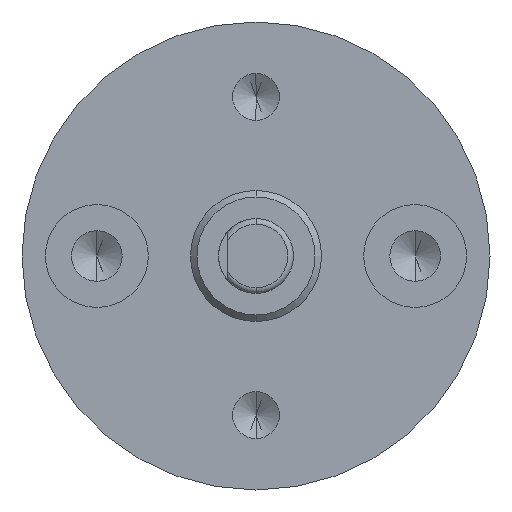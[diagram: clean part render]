
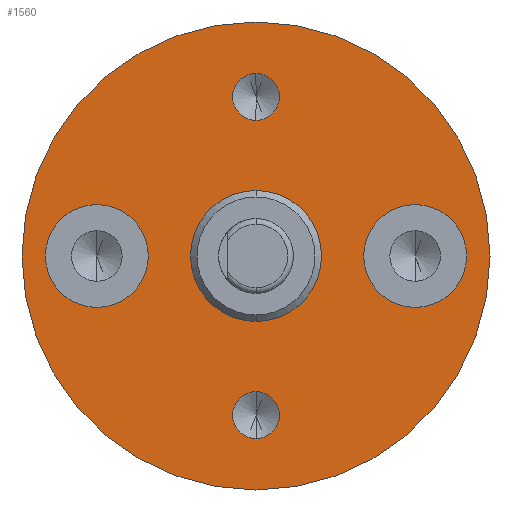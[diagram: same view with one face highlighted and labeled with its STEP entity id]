
A CAD part, left-side view. The second image highlights one B-rep face of the part: STEP entity #1560.
In plain terms, the highlighted planar face has unit normal (-1, 0, 0).
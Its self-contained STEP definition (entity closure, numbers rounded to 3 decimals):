
#50 = CARTESIAN_POINT ( 'NONE',  ( 0., 8.5, 0. ) ) ;
#60 = ORIENTED_EDGE ( 'NONE', *, *, #1143, .F. ) ;
#95 = FACE_OUTER_BOUND ( 'NONE', #1675, .T. ) ;
#127 = DIRECTION ( 'NONE',  ( -1., 0., 0. ) ) ;
#145 = VERTEX_POINT ( 'NONE', #2532 ) ;
#164 = DIRECTION ( 'NONE',  ( 0., 0., 1. ) ) ;
#233 = VERTEX_POINT ( 'NONE', #3129 ) ;
#271 = CARTESIAN_POINT ( 'NONE',  ( 0., 0., 7.25 ) ) ;
#276 = AXIS2_PLACEMENT_3D ( 'NONE', #2170, #556, #2439 ) ;
#313 = EDGE_CURVE ( 'NONE', #3420, #1599, #2534, .T. ) ;
#316 = DIRECTION ( 'NONE',  ( 0., 0., 1. ) ) ;
#332 = EDGE_CURVE ( 'NONE', #145, #2920, #1112, .T. ) ;
#357 = EDGE_CURVE ( 'NONE', #2920, #145, #1832, .T. ) ;
#378 = CARTESIAN_POINT ( 'NONE',  ( 0., 0., -7.25 ) ) ;
#390 = EDGE_LOOP ( 'NONE', ( #2593, #1756 ) ) ;
#436 = CIRCLE ( 'NONE', #2070, 12.5 ) ;
#437 = EDGE_LOOP ( 'NONE', ( #3436, #1023 ) ) ;
#455 = DIRECTION ( 'NONE',  ( -1., 0., 0. ) ) ;
#516 = AXIS2_PLACEMENT_3D ( 'NONE', #2519, #917, #2789 ) ;
#556 = DIRECTION ( 'NONE',  ( -1., 0., 0. ) ) ;
#560 = AXIS2_PLACEMENT_3D ( 'NONE', #1724, #2517, #916 ) ;
#565 = EDGE_CURVE ( 'NONE', #2637, #2430, #3307, .T. ) ;
#566 = EDGE_CURVE ( 'NONE', #2056, #1919, #2493, .T. ) ;
#581 = EDGE_LOOP ( 'NONE', ( #1900, #918 ) ) ;
#605 = DIRECTION ( 'NONE',  ( -1., 0., 0. ) ) ;
#617 = EDGE_LOOP ( 'NONE', ( #1509, #2572 ) ) ;
#652 = CARTESIAN_POINT ( 'NONE',  ( 0., -8.5, 2.75 ) ) ;
#771 = CARTESIAN_POINT ( 'NONE',  ( 0., 0., 0. ) ) ;
#820 = FACE_BOUND ( 'NONE', #617, .T. ) ;
#832 = CARTESIAN_POINT ( 'NONE',  ( 0., 0., 8.5 ) ) ;
#885 = AXIS2_PLACEMENT_3D ( 'NONE', #3390, #1782, #164 ) ;
#916 = DIRECTION ( 'NONE',  ( 0., 0., -1. ) ) ;
#917 = DIRECTION ( 'NONE',  ( -1., 0., 0. ) ) ;
#918 = ORIENTED_EDGE ( 'NONE', *, *, #1448, .F. ) ;
#941 = CARTESIAN_POINT ( 'NONE',  ( 0., 0., -3.5 ) ) ;
#1003 = CARTESIAN_POINT ( 'NONE',  ( 0., 8.5, 0. ) ) ;
#1023 = ORIENTED_EDGE ( 'NONE', *, *, #313, .F. ) ;
#1040 = DIRECTION ( 'NONE',  ( 0., 0., 1. ) ) ;
#1091 = DIRECTION ( 'NONE',  ( 0., 0., 1. ) ) ;
#1112 = CIRCLE ( 'NONE', #2521, 3.5 ) ;
#1138 = CIRCLE ( 'NONE', #1586, 1.25 ) ;
#1143 = EDGE_CURVE ( 'NONE', #2430, #2637, #1531, .T. ) ;
#1161 = ORIENTED_EDGE ( 'NONE', *, *, #3303, .T. ) ;
#1170 = PLANE ( 'NONE',  #560 ) ;
#1268 = DIRECTION ( 'NONE',  ( 0., 0., 1. ) ) ;
#1279 = DIRECTION ( 'NONE',  ( -1., 0., 0. ) ) ;
#1296 = CARTESIAN_POINT ( 'NONE',  ( 0., 0., 0. ) ) ;
#1341 = CIRCLE ( 'NONE', #276, 12.5 ) ;
#1357 = AXIS2_PLACEMENT_3D ( 'NONE', #50, #1932, #316 ) ;
#1359 = CARTESIAN_POINT ( 'NONE',  ( 0., 8.5, -2.75 ) ) ;
#1448 = EDGE_CURVE ( 'NONE', #1919, #2056, #3371, .T. ) ;
#1509 = ORIENTED_EDGE ( 'NONE', *, *, #332, .F. ) ;
#1529 = FACE_BOUND ( 'NONE', #2251, .T. ) ;
#1531 = CIRCLE ( 'NONE', #516, 1.25 ) ;
#1560 = ADVANCED_FACE ( 'NONE', ( #2232, #1627, #1778, #1529, #820, #95 ), #1170, .F. ) ;
#1576 = DIRECTION ( 'NONE',  ( 0., 0., 1. ) ) ;
#1584 = VERTEX_POINT ( 'NONE', #1732 ) ;
#1586 = AXIS2_PLACEMENT_3D ( 'NONE', #832, #2698, #1091 ) ;
#1599 = VERTEX_POINT ( 'NONE', #652 ) ;
#1616 = CIRCLE ( 'NONE', #3478, 2.75 ) ;
#1627 = FACE_BOUND ( 'NONE', #437, .T. ) ;
#1675 = EDGE_LOOP ( 'NONE', ( #1752, #1161 ) ) ;
#1724 = CARTESIAN_POINT ( 'NONE',  ( 0., 3.5, 0. ) ) ;
#1732 = CARTESIAN_POINT ( 'NONE',  ( 0., 0., -12.5 ) ) ;
#1750 = CARTESIAN_POINT ( 'NONE',  ( 0., -8.5, 0. ) ) ;
#1752 = ORIENTED_EDGE ( 'NONE', *, *, #3401, .T. ) ;
#1756 = ORIENTED_EDGE ( 'NONE', *, *, #2987, .F. ) ;
#1778 = FACE_BOUND ( 'NONE', #390, .T. ) ;
#1782 = DIRECTION ( 'NONE',  ( -1., 0., 0. ) ) ;
#1832 = CIRCLE ( 'NONE', #2711, 3.5 ) ;
#1834 = CARTESIAN_POINT ( 'NONE',  ( 0., 0., -9.75 ) ) ;
#1900 = ORIENTED_EDGE ( 'NONE', *, *, #566, .F. ) ;
#1919 = VERTEX_POINT ( 'NONE', #1359 ) ;
#1932 = DIRECTION ( 'NONE',  ( -1., 0., 0. ) ) ;
#1938 = EDGE_CURVE ( 'NONE', #233, #2167, #1138, .T. ) ;
#1952 = VERTEX_POINT ( 'NONE', #2163 ) ;
#2008 = DIRECTION ( 'NONE',  ( 0., 0., 1. ) ) ;
#2056 = VERTEX_POINT ( 'NONE', #3297 ) ;
#2066 = CARTESIAN_POINT ( 'NONE',  ( 0., 0., -8.5 ) ) ;
#2070 = AXIS2_PLACEMENT_3D ( 'NONE', #2211, #605, #2478 ) ;
#2163 = CARTESIAN_POINT ( 'NONE',  ( 0., 0., 12.5 ) ) ;
#2167 = VERTEX_POINT ( 'NONE', #271 ) ;
#2170 = CARTESIAN_POINT ( 'NONE',  ( 0., 0., 0. ) ) ;
#2175 = AXIS2_PLACEMENT_3D ( 'NONE', #2894, #1279, #3173 ) ;
#2211 = CARTESIAN_POINT ( 'NONE',  ( 0., 0., 0. ) ) ;
#2219 = CARTESIAN_POINT ( 'NONE',  ( 0., -8.5, -2.75 ) ) ;
#2232 = FACE_BOUND ( 'NONE', #581, .T. ) ;
#2251 = EDGE_LOOP ( 'NONE', ( #60, #3196 ) ) ;
#2337 = DIRECTION ( 'NONE',  ( 0., 0., 1. ) ) ;
#2430 = VERTEX_POINT ( 'NONE', #378 ) ;
#2439 = DIRECTION ( 'NONE',  ( 0., 0., 1. ) ) ;
#2478 = DIRECTION ( 'NONE',  ( 0., 0., 1. ) ) ;
#2493 = CIRCLE ( 'NONE', #3367, 2.75 ) ;
#2517 = DIRECTION ( 'NONE',  ( 1., 0., 0. ) ) ;
#2519 = CARTESIAN_POINT ( 'NONE',  ( 0., 0., -8.5 ) ) ;
#2521 = AXIS2_PLACEMENT_3D ( 'NONE', #1296, #3187, #1576 ) ;
#2532 = CARTESIAN_POINT ( 'NONE',  ( 0., 0., 3.5 ) ) ;
#2534 = CIRCLE ( 'NONE', #2175, 2.75 ) ;
#2572 = ORIENTED_EDGE ( 'NONE', *, *, #357, .F. ) ;
#2593 = ORIENTED_EDGE ( 'NONE', *, *, #1938, .F. ) ;
#2637 = VERTEX_POINT ( 'NONE', #1834 ) ;
#2646 = DIRECTION ( 'NONE',  ( -1., 0., 0. ) ) ;
#2698 = DIRECTION ( 'NONE',  ( -1., 0., 0. ) ) ;
#2711 = AXIS2_PLACEMENT_3D ( 'NONE', #771, #2646, #1040 ) ;
#2789 = DIRECTION ( 'NONE',  ( 0., 0., 1. ) ) ;
#2856 = CIRCLE ( 'NONE', #885, 1.25 ) ;
#2882 = DIRECTION ( 'NONE',  ( -1., 0., 0. ) ) ;
#2894 = CARTESIAN_POINT ( 'NONE',  ( 0., -8.5, 0. ) ) ;
#2908 = EDGE_CURVE ( 'NONE', #1599, #3420, #1616, .T. ) ;
#2920 = VERTEX_POINT ( 'NONE', #941 ) ;
#2987 = EDGE_CURVE ( 'NONE', #2167, #233, #2856, .T. ) ;
#3129 = CARTESIAN_POINT ( 'NONE',  ( 0., 0., 9.75 ) ) ;
#3173 = DIRECTION ( 'NONE',  ( 0., 0., 1. ) ) ;
#3187 = DIRECTION ( 'NONE',  ( -1., 0., 0. ) ) ;
#3196 = ORIENTED_EDGE ( 'NONE', *, *, #565, .F. ) ;
#3199 = AXIS2_PLACEMENT_3D ( 'NONE', #2066, #455, #2337 ) ;
#3297 = CARTESIAN_POINT ( 'NONE',  ( 0., 8.5, 2.75 ) ) ;
#3303 = EDGE_CURVE ( 'NONE', #1584, #1952, #1341, .T. ) ;
#3307 = CIRCLE ( 'NONE', #3199, 1.25 ) ;
#3367 = AXIS2_PLACEMENT_3D ( 'NONE', #1003, #2882, #1268 ) ;
#3371 = CIRCLE ( 'NONE', #1357, 2.75 ) ;
#3390 = CARTESIAN_POINT ( 'NONE',  ( 0., 0., 8.5 ) ) ;
#3401 = EDGE_CURVE ( 'NONE', #1952, #1584, #436, .T. ) ;
#3420 = VERTEX_POINT ( 'NONE', #2219 ) ;
#3436 = ORIENTED_EDGE ( 'NONE', *, *, #2908, .F. ) ;
#3478 = AXIS2_PLACEMENT_3D ( 'NONE', #1750, #127, #2008 ) ;
